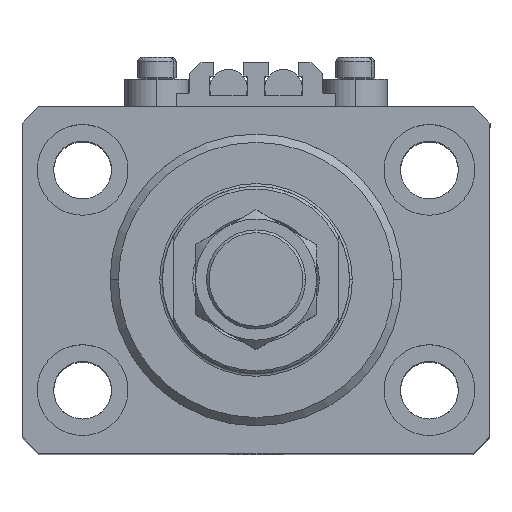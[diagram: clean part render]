
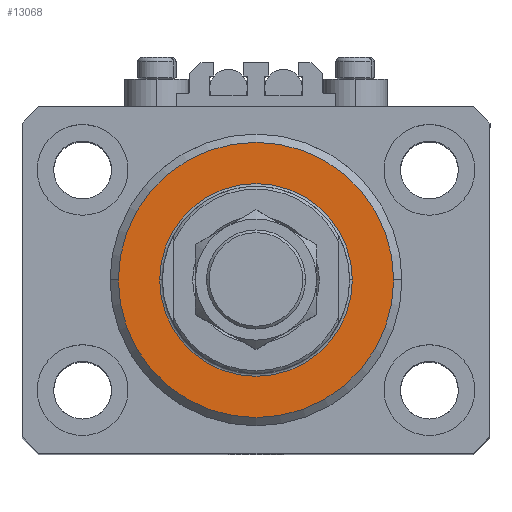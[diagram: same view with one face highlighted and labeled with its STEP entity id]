
A CAD part, top view. The second image highlights one B-rep face of the part: STEP entity #13068.
In plain terms, the highlighted face is planar.
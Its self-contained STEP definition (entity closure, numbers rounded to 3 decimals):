
#533 = DIRECTION ( 'NONE',  ( 1., 0., 0. ) ) ;
#1028 = ORIENTED_EDGE ( 'NONE', *, *, #23686, .T. ) ;
#4533 = CARTESIAN_POINT ( 'NONE',  ( -25., 0., 0. ) ) ;
#4942 = EDGE_LOOP ( 'NONE', ( #1028, #33599 ) ) ;
#6331 = CARTESIAN_POINT ( 'NONE',  ( -17.5, 0., 0. ) ) ;
#6526 = EDGE_LOOP ( 'NONE', ( #35042, #7416 ) ) ;
#7416 = ORIENTED_EDGE ( 'NONE', *, *, #33279, .T. ) ;
#8082 = DIRECTION ( 'NONE',  ( 1., 0., 0. ) ) ;
#8408 = EDGE_CURVE ( 'NONE', #33380, #34883, #22215, .T. ) ;
#11136 = DIRECTION ( 'NONE',  ( 1., 0., 0. ) ) ;
#12133 = CARTESIAN_POINT ( 'NONE',  ( 0., 0., 0. ) ) ;
#12172 = CARTESIAN_POINT ( 'NONE',  ( 0., 0., 0. ) ) ;
#12929 = DIRECTION ( 'NONE',  ( 0., 0., -1. ) ) ;
#13068 = ADVANCED_FACE ( 'NONE', ( #49710, #15044 ), #26921, .F. ) ;
#15044 = FACE_OUTER_BOUND ( 'NONE', #4942, .T. ) ;
#15586 = AXIS2_PLACEMENT_3D ( 'NONE', #12172, #12929, #533 ) ;
#17406 = AXIS2_PLACEMENT_3D ( 'NONE', #22519, #50084, #11136 ) ;
#18844 = CARTESIAN_POINT ( 'NONE',  ( 17.5, 0., 0. ) ) ;
#19387 = AXIS2_PLACEMENT_3D ( 'NONE', #47067, #34265, #47339 ) ;
#22215 = CIRCLE ( 'NONE', #44789, 25. ) ;
#22519 = CARTESIAN_POINT ( 'NONE',  ( 0., 0., 0. ) ) ;
#23686 = EDGE_CURVE ( 'NONE', #34883, #33380, #37397, .T. ) ;
#24667 = CIRCLE ( 'NONE', #17406, 17.5 ) ;
#25576 = AXIS2_PLACEMENT_3D ( 'NONE', #12133, #43482, #8082 ) ;
#26921 = PLANE ( 'NONE',  #19387 ) ;
#27391 = DIRECTION ( 'NONE',  ( 1., 0., 0. ) ) ;
#30450 = DIRECTION ( 'NONE',  ( 0., 0., -1. ) ) ;
#31371 = EDGE_CURVE ( 'NONE', #44357, #39870, #24667, .T. ) ;
#33279 = EDGE_CURVE ( 'NONE', #39870, #44357, #44102, .T. ) ;
#33380 = VERTEX_POINT ( 'NONE', #4533 ) ;
#33599 = ORIENTED_EDGE ( 'NONE', *, *, #8408, .T. ) ;
#34265 = DIRECTION ( 'NONE',  ( 0., 0., 1. ) ) ;
#34728 = CARTESIAN_POINT ( 'NONE',  ( 0., 0., 0. ) ) ;
#34883 = VERTEX_POINT ( 'NONE', #45491 ) ;
#35042 = ORIENTED_EDGE ( 'NONE', *, *, #31371, .T. ) ;
#37397 = CIRCLE ( 'NONE', #15586, 25. ) ;
#39870 = VERTEX_POINT ( 'NONE', #6331 ) ;
#43482 = DIRECTION ( 'NONE',  ( 0., 0., 1. ) ) ;
#44102 = CIRCLE ( 'NONE', #25576, 17.5 ) ;
#44357 = VERTEX_POINT ( 'NONE', #18844 ) ;
#44789 = AXIS2_PLACEMENT_3D ( 'NONE', #34728, #30450, #27391 ) ;
#45491 = CARTESIAN_POINT ( 'NONE',  ( 25., 0., 0. ) ) ;
#47067 = CARTESIAN_POINT ( 'NONE',  ( 0., 0., 0. ) ) ;
#47339 = DIRECTION ( 'NONE',  ( 1., 0., 0. ) ) ;
#49710 = FACE_BOUND ( 'NONE', #6526, .T. ) ;
#50084 = DIRECTION ( 'NONE',  ( 0., 0., 1. ) ) ;
